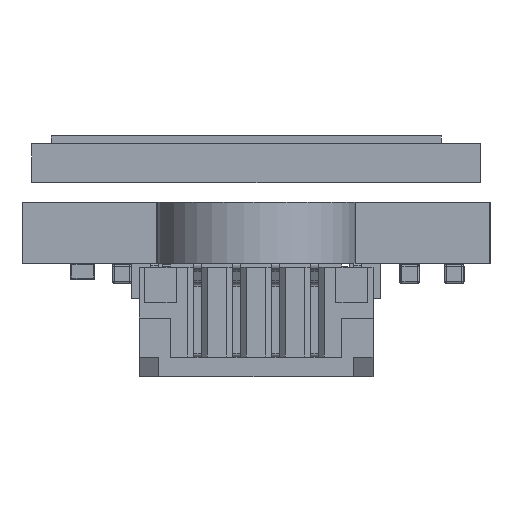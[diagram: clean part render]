
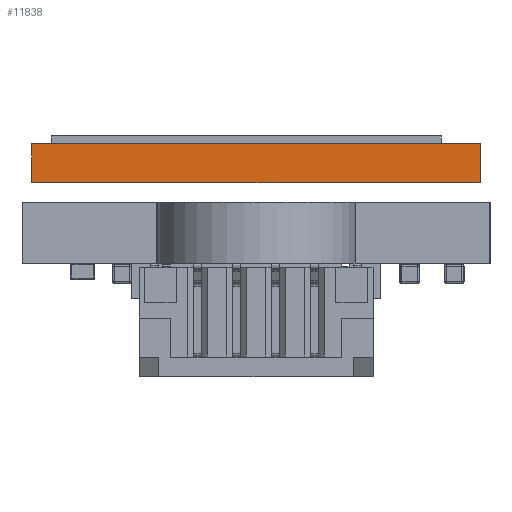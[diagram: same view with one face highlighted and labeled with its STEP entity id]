
A CAD part, left-side view. The second image highlights one B-rep face of the part: STEP entity #11838.
In plain terms, the highlighted planar face has unit normal (-1, 0, 0).
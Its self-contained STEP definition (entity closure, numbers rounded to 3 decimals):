
#1090=PLANE('',#13009);
#1709=FACE_OUTER_BOUND('',#2415,.T.);
#2415=EDGE_LOOP('',(#11044,#11045,#11046,#11047));
#3646=LINE('',#20777,#4885);
#3654=LINE('',#20793,#4893);
#3655=LINE('',#20796,#4894);
#3656=LINE('',#20797,#4895);
#4885=VECTOR('',#16170,10.);
#4893=VECTOR('',#16184,10.);
#4894=VECTOR('',#16187,10.);
#4895=VECTOR('',#16188,10.);
#6239=VERTEX_POINT('',#20773);
#6240=VERTEX_POINT('',#20775);
#6245=VERTEX_POINT('',#20791);
#6246=VERTEX_POINT('',#20795);
#7840=EDGE_CURVE('',#6240,#6239,#3646,.T.);
#7848=EDGE_CURVE('',#6240,#6245,#3654,.T.);
#7849=EDGE_CURVE('',#6246,#6245,#3655,.T.);
#7850=EDGE_CURVE('',#6239,#6246,#3656,.T.);
#11044=ORIENTED_EDGE('',*,*,#7848,.T.);
#11045=ORIENTED_EDGE('',*,*,#7849,.F.);
#11046=ORIENTED_EDGE('',*,*,#7850,.F.);
#11047=ORIENTED_EDGE('',*,*,#7840,.F.);
#11838=ADVANCED_FACE('',(#1709),#1090,.T.);
#13009=AXIS2_PLACEMENT_3D('',#20794,#16185,#16186);
#16170=DIRECTION('',(0.,0.,-1.));
#16184=DIRECTION('',(0.,1.,0.));
#16185=DIRECTION('center_axis',(-1.,0.,0.));
#16186=DIRECTION('ref_axis',(0.,0.,1.));
#16187=DIRECTION('',(0.,0.,1.));
#16188=DIRECTION('',(0.,1.,0.));
#20773=CARTESIAN_POINT('',(-30.,-0.5,-11.5));
#20775=CARTESIAN_POINT('',(-30.,-0.5,0.));
#20777=CARTESIAN_POINT('',(-30.,-0.5,0.));
#20791=CARTESIAN_POINT('',(-30.,0.5,0.));
#20793=CARTESIAN_POINT('',(-30.,0.,0.));
#20794=CARTESIAN_POINT('Origin',(-30.,0.,-11.5));
#20795=CARTESIAN_POINT('',(-30.,0.5,-11.5));
#20796=CARTESIAN_POINT('',(-30.,0.5,0.));
#20797=CARTESIAN_POINT('',(-30.,0.,-11.5));
